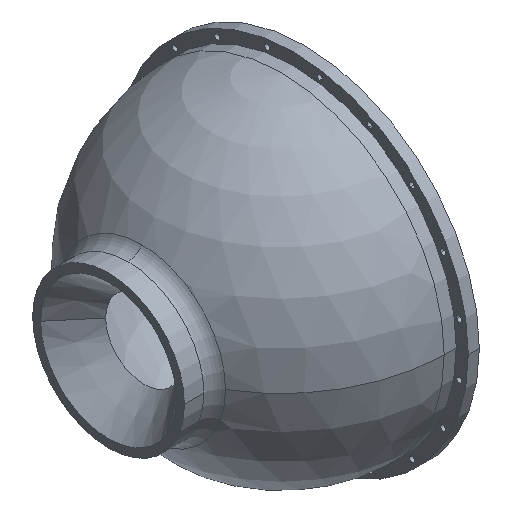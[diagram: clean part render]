
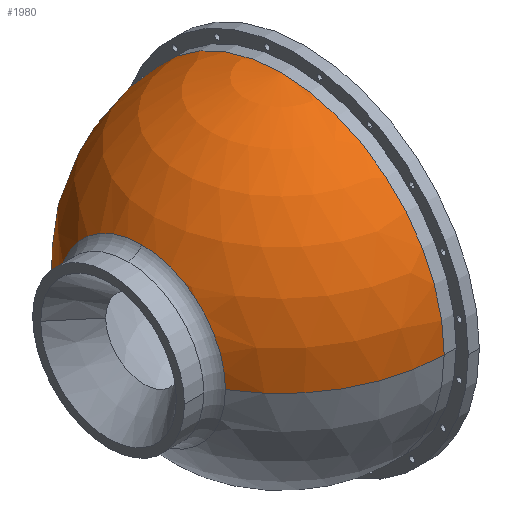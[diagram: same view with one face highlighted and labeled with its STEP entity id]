
A CAD part, isometric view. The second image highlights one B-rep face of the part: STEP entity #1980.
In plain terms, the highlighted spherical face has radius 810 mm.
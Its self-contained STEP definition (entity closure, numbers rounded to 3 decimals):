
#83 = DIRECTION ( 'NONE',  ( -1., 0., 0. ) ) ;
#115 = AXIS2_PLACEMENT_3D ( 'NONE', #430, #596, #914 ) ;
#133 = AXIS2_PLACEMENT_3D ( 'NONE', #1838, #83, #406 ) ;
#146 = EDGE_CURVE ( 'NONE', #425, #399, #227, .T. ) ;
#227 = CIRCLE ( 'NONE', #809, 810. ) ;
#249 = VERTEX_POINT ( 'NONE', #543 ) ;
#253 = EDGE_CURVE ( 'NONE', #1347, #1116, #942, .T. ) ;
#268 = EDGE_CURVE ( 'NONE', #1116, #249, #1346, .T. ) ;
#399 = VERTEX_POINT ( 'NONE', #982 ) ;
#406 = DIRECTION ( 'NONE',  ( 0., -1., 0. ) ) ;
#425 = VERTEX_POINT ( 'NONE', #662 ) ;
#430 = CARTESIAN_POINT ( 'NONE',  ( -1685., 0., 0. ) ) ;
#543 = CARTESIAN_POINT ( 'NONE',  ( -2379.737, 416.461, 0. ) ) ;
#586 = DIRECTION ( 'NONE',  ( -1., 0., 0. ) ) ;
#596 = DIRECTION ( 'NONE',  ( 0., 0., -1. ) ) ;
#662 = CARTESIAN_POINT ( 'NONE',  ( -1685., 810., 0. ) ) ;
#735 = CARTESIAN_POINT ( 'NONE',  ( -1685., 0., 0. ) ) ;
#761 = CARTESIAN_POINT ( 'NONE',  ( -2379.737, 0., 0. ) ) ;
#809 = AXIS2_PLACEMENT_3D ( 'NONE', #1822, #1651, #1379 ) ;
#913 = CARTESIAN_POINT ( 'NONE',  ( -2379.737, -416.461, 0. ) ) ;
#914 = DIRECTION ( 'NONE',  ( 0., -1., 0. ) ) ;
#942 = CIRCLE ( 'NONE', #133, 416.461 ) ;
#974 = AXIS2_PLACEMENT_3D ( 'NONE', #761, #586, #1248 ) ;
#982 = CARTESIAN_POINT ( 'NONE',  ( -1685., -810., 0. ) ) ;
#993 = EDGE_LOOP ( 'NONE', ( #1253, #2037, #1182, #1215, #1075 ) ) ;
#1075 = ORIENTED_EDGE ( 'NONE', *, *, #146, .F. ) ;
#1116 = VERTEX_POINT ( 'NONE', #1612 ) ;
#1151 = AXIS2_PLACEMENT_3D ( 'NONE', #1217, #1504, #1362 ) ;
#1182 = ORIENTED_EDGE ( 'NONE', *, *, #253, .F. ) ;
#1185 = EDGE_CURVE ( 'NONE', #249, #425, #2055, .T. ) ;
#1215 = ORIENTED_EDGE ( 'NONE', *, *, #1625, .T. ) ;
#1217 = CARTESIAN_POINT ( 'NONE',  ( -1685., 0., 0. ) ) ;
#1218 = SPHERICAL_SURFACE ( 'NONE', #115, 810. ) ;
#1248 = DIRECTION ( 'NONE',  ( 0., -1., 0. ) ) ;
#1253 = ORIENTED_EDGE ( 'NONE', *, *, #1185, .F. ) ;
#1340 = DIRECTION ( 'NONE',  ( 0., 0., 1. ) ) ;
#1346 = CIRCLE ( 'NONE', #974, 416.461 ) ;
#1347 = VERTEX_POINT ( 'NONE', #913 ) ;
#1362 = DIRECTION ( 'NONE',  ( 0., 1., 0. ) ) ;
#1379 = DIRECTION ( 'NONE',  ( 0., 1., 0. ) ) ;
#1395 = AXIS2_PLACEMENT_3D ( 'NONE', #735, #1340, #1512 ) ;
#1408 = FACE_OUTER_BOUND ( 'NONE', #993, .T. ) ;
#1504 = DIRECTION ( 'NONE',  ( 0., 0., -1. ) ) ;
#1512 = DIRECTION ( 'NONE',  ( 1., 0., 0. ) ) ;
#1612 = CARTESIAN_POINT ( 'NONE',  ( -2379.737, 0., 416.461 ) ) ;
#1625 = EDGE_CURVE ( 'NONE', #1347, #399, #1850, .T. ) ;
#1651 = DIRECTION ( 'NONE',  ( 1., 0., 0. ) ) ;
#1822 = CARTESIAN_POINT ( 'NONE',  ( -1685., 0., 0. ) ) ;
#1838 = CARTESIAN_POINT ( 'NONE',  ( -2379.737, 0., 0. ) ) ;
#1850 = CIRCLE ( 'NONE', #1395, 810. ) ;
#1980 = ADVANCED_FACE ( 'NONE', ( #1408 ), #1218, .T. ) ;
#2037 = ORIENTED_EDGE ( 'NONE', *, *, #268, .F. ) ;
#2055 = CIRCLE ( 'NONE', #1151, 810. ) ;
